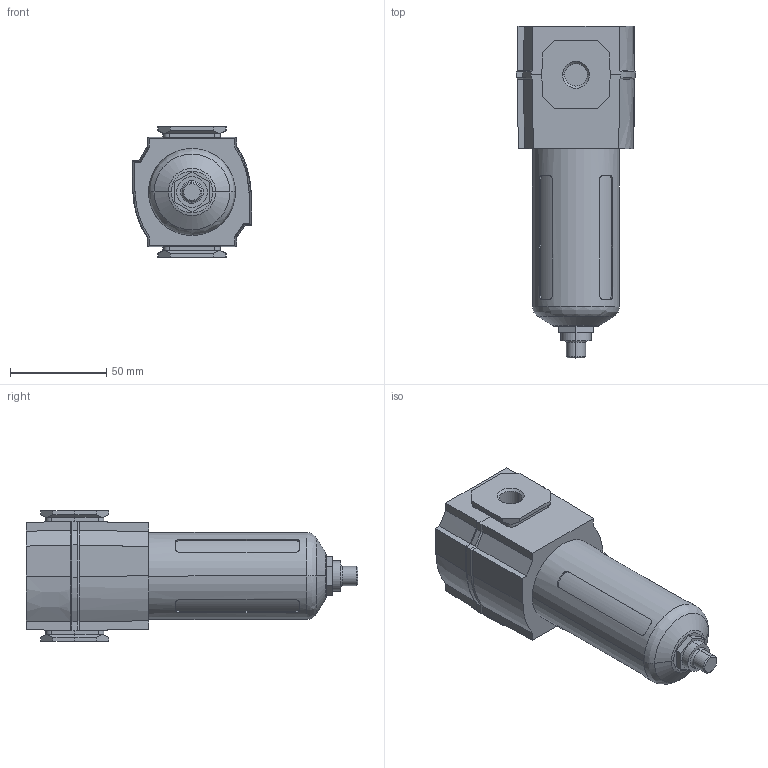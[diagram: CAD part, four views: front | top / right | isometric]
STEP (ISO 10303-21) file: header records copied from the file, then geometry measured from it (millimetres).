
FILE_DESCRIPTION (( 'STEP AP214' ), '1' );
FILE_NAME ('Norgren-F73G-2AN-AP3.step', '2019-03-03T01:30:36', ( '' ), ( '' ), 'SwSTEP 2.0', 'SolidWorks 2019', '' );
FILE_SCHEMA (( 'AUTOMOTIVE_DESIGN' ));
Length unit declared in the file: millimetre
Products named in the file (6): Norgren-F73G-2AN-AP3_F73GC_73g-2_N; Norgren-F73G-2AN-AP3_F73GC_ss_25_A; Norgren-F73G-2AN-AP3_F73GC_ss_44; Norgren-F73G-2AN-AP3; Norgren-F73G-2AN-AP3_F73GC_73p_A; Norgren-F73G-2AN-AP3_F73GC_ss_75
Assembly tree (5 placements, depth 3):
  Norgren-F73G-2AN-AP3
    Norgren-F73G-2AN-AP3_F73GC_73p_A
      Norgren-F73G-2AN-AP3_F73GC_ss_25_A
      Norgren-F73G-2AN-AP3_F73GC_ss_75
    Norgren-F73G-2AN-AP3_F73GC_73g-2_N
      Norgren-F73G-2AN-AP3_F73GC_ss_44
Bounding box: 62.31 x 172.8 x 68 mm (x, y, z)
Volume: 228532.9 mm3; surface area: 51651.7 mm2
Topology: 3 solids, 3 shells, 225 faces, 554 edges, 344 vertices
Faces by surface type: plane 151, cylinder 42, bspline 24, torus 6, cone 2
Entity records: 9771 total; most frequent: CARTESIAN_POINT 2507, ORIENTED_EDGE 1108, DIRECTION 994, EDGE_CURVE 554, VECTOR 402, LINE 402, VERTEX_POINT 344, AXIS2_PLACEMENT_3D 296
